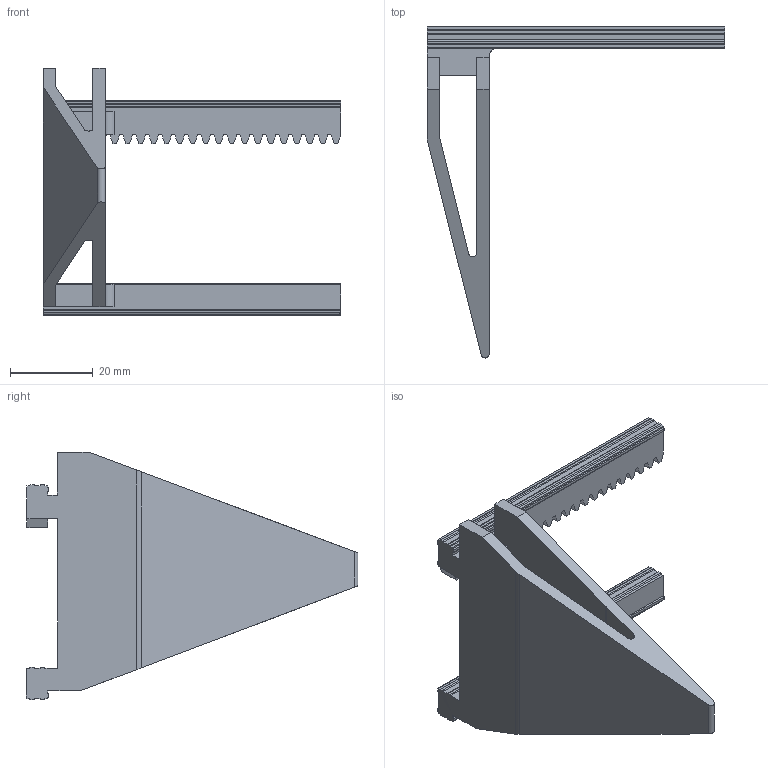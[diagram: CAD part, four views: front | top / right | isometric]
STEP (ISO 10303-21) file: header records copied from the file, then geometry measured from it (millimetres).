
FILE_DESCRIPTION(/* description */ ('STEP AP242','CAx-IF Rec.Pracs.---Representation and Presentation of Product Manufacturing Information (PMI)---4.0---2014-10-13','CAx-IF Rec.Pracs.---3D Tessellated Geometry---0.4---2014-09-14','2;1','CAx-IF Rec.Pracs.---User Defined Attributes---1.5---2016-08-15'),/* implementation_level */ '2;1');
FILE_NAME(/* name */ 'Parallel Jaw Gripper - leftgripper',/* time_stamp */ '2025-11-20T04:33:26Z',/* author */ (''),/* organization */ (''),/* preprocessor_version */ 'ST-DEVELOPER v20',/* originating_system */ 'ONSHAPE BY PTC INC, 1.206',/* authorisation */ ' ');
FILE_SCHEMA (('AP242_MANAGED_MODEL_BASED_3D_ENGINEERING_MIM_LF { 1 0 10303 442 1 1 4 }'));
Length unit declared in the file: metre
Products named in the file (1): leftgripper
Bounding box: 71.9 x 80.08 x 59.68 mm (x, y, z)
Volume: 22006.5 mm3; surface area: 15220.3 mm2
Topology: 1 solids, 1 shells, 202 faces, 597 edges, 393 vertices
Faces by surface type: plane 167, cylinder 35
Entity records: 6706 total; most frequent: CARTESIAN_POINT 1253, ORIENTED_EDGE 1194, DIRECTION 1058, EDGE_CURVE 597, LINE 502, VECTOR 502, VERTEX_POINT 393, AXIS2_PLACEMENT_3D 278
